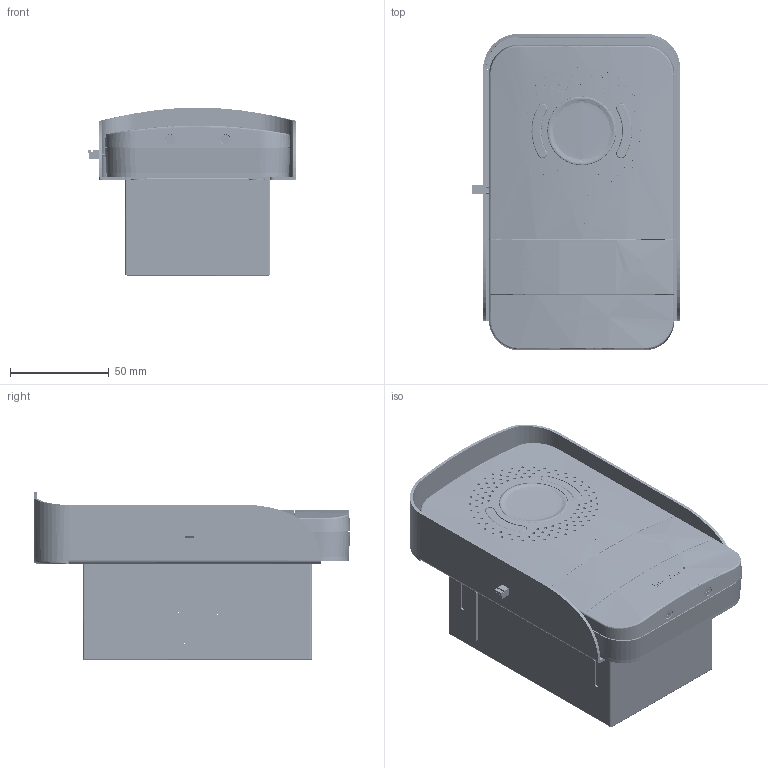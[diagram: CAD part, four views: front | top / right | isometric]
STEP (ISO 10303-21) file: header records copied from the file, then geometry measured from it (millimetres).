
FILE_DESCRIPTION(('CATIA V5 STEP Exchange','CAx-IF Rec.Pracs.--- Model Styling and Organization---1.5--- 2016-08-15','CAx-IF Rec.Pracs.---Supplemental Geometry---1.0---2011-11-01','CAx-IF Rec.Pracs.--- Composite Materials ---1.1---2010-07-15'),'2;1');
FILE_NAME('374006-ASS-1.stp','2022-11-03T06:37:22+00:00',('none'),('none'),'CATIA Version 5-6 Release 2020 SP3','CATIA V5 STEP AP214 v2','none');
FILE_SCHEMA(('AUTOMOTIVE_DESIGN { 1 0 10303 214 1 1 1 1 }'));
Products named in the file (32): KEP41671; A022397AA; 34-06-540202P1; A022450; ccd intall; d23 spk; KEP41670 PCBA; asm 672501 pcb; 672501 PCB; rj45+2LED; 6-04-07-R6031-3LED; 11-11-42-R0402A-6x6x43; 14-12-03-R08023; 24PIN connector; asm IC moudle connector; 2P-25; TJ-35; TJ-35-4pin; touch PCBA; L002958_A; ccd-25X25X75h; antenna pcb; U5097; mic rubber; anti water cloth; 331860 ISP cover; rain cover jason; 672501 embedded; A022396AA; pt23x5; pa26X8; kM2.5X6
Assembly tree (42 placements, depth 5):
  KEP41671
    A022397AA
    34-06-540202P1
    A022450
    ccd intall
    d23 spk  x2
    KEP41670 PCBA
      asm 672501 pcb
        672501 PCB
        rj45+2LED
        6-04-07-R6031-3LED  x7
        11-11-42-R0402A-6x6x43
        14-12-03-R08023
        24PIN connector
        asm IC moudle connector
          2P-25
          14-12-03-R08023
          TJ-35
          TJ-35-4pin
    touch PCBA
    L002958_A
    ccd-25X25X75h
    antenna pcb
    U5097
    mic rubber
    anti water cloth
    331860 ISP cover
    rain cover jason
    672501 embedded
    A022396AA
    pt23x5  x3
    pa26X8
    kM2.5X6  x2
Bounding box: 105.8 x 160.5 x 85.6 mm (x, y, z)
Volume: 214021.2 mm3; surface area: 309781.9 mm2
Topology: 110 solids, 110 shells, 6562 faces, 17302 edges, 11265 vertices
Faces by surface type: plane 3101, cylinder 1783, bspline 772, cone 573, extrusion 167, torus 84, sphere 78, revolution 4
Entity records: 235775 total; most frequent: CARTESIAN_POINT 101790, ORIENTED_EDGE 32212, DIRECTION 18675, EDGE_CURVE 16106, VERTEX_POINT 10547, VECTOR 8457, LINE 8290, EDGE_LOOP 6887
